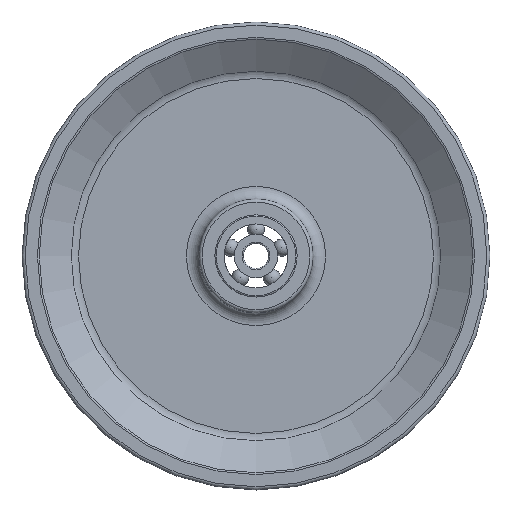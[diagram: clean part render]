
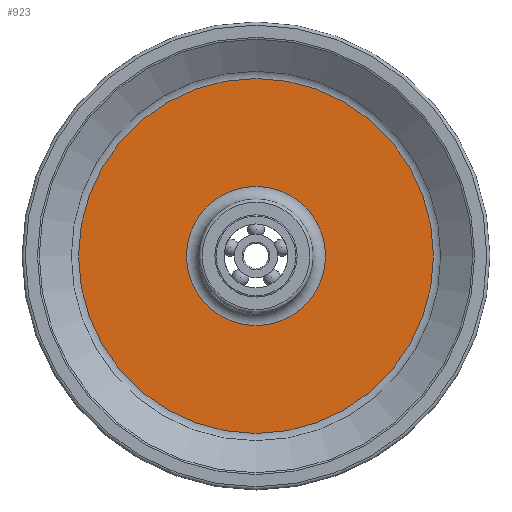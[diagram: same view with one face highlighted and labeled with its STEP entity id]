
A CAD part, top view. The second image highlights one B-rep face of the part: STEP entity #923.
In plain terms, the highlighted planar face has unit normal (0, 0, 1).
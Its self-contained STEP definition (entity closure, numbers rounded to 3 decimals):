
#146=FACE_BOUND('',#236,.T.);
#176=FACE_OUTER_BOUND('',#235,.T.);
#235=EDGE_LOOP('',(#665));
#236=EDGE_LOOP('',(#666));
#312=CIRCLE('',#1064,11.);
#313=CIRCLE('',#1066,28.067);
#394=VERTEX_POINT('',#1541);
#395=VERTEX_POINT('',#1545);
#500=EDGE_CURVE('',#394,#394,#312,.T.);
#501=EDGE_CURVE('',#395,#395,#313,.T.);
#665=ORIENTED_EDGE('',*,*,#501,.F.);
#666=ORIENTED_EDGE('',*,*,#500,.T.);
#903=PLANE('',#1065);
#923=ADVANCED_FACE('',(#176,#146),#903,.T.);
#1064=AXIS2_PLACEMENT_3D('',#1543,#1253,#1254);
#1065=AXIS2_PLACEMENT_3D('',#1544,#1255,#1256);
#1066=AXIS2_PLACEMENT_3D('',#1546,#1257,#1258);
#1253=DIRECTION('center_axis',(0.,0.,-1.));
#1254=DIRECTION('ref_axis',(1.,0.,0.));
#1255=DIRECTION('center_axis',(0.,0.,1.));
#1256=DIRECTION('ref_axis',(1.,0.,0.));
#1257=DIRECTION('center_axis',(0.,0.,-1.));
#1258=DIRECTION('ref_axis',(1.,0.,0.));
#1541=CARTESIAN_POINT('',(11.,0.,1.));
#1543=CARTESIAN_POINT('Origin',(0.,0.,1.));
#1544=CARTESIAN_POINT('Origin',(-28.067,0.,1.));
#1545=CARTESIAN_POINT('',(28.067,0.,1.));
#1546=CARTESIAN_POINT('Origin',(0.,0.,1.));
